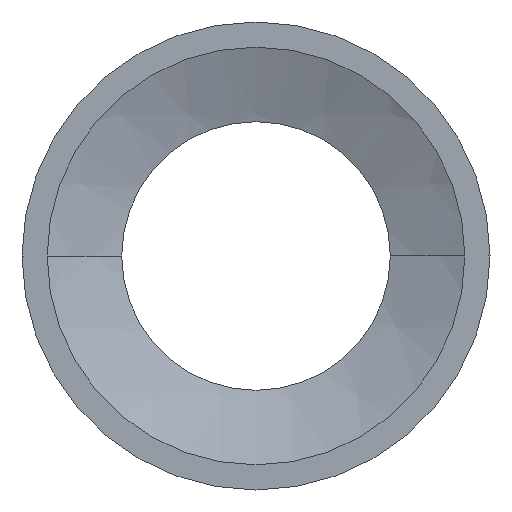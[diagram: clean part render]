
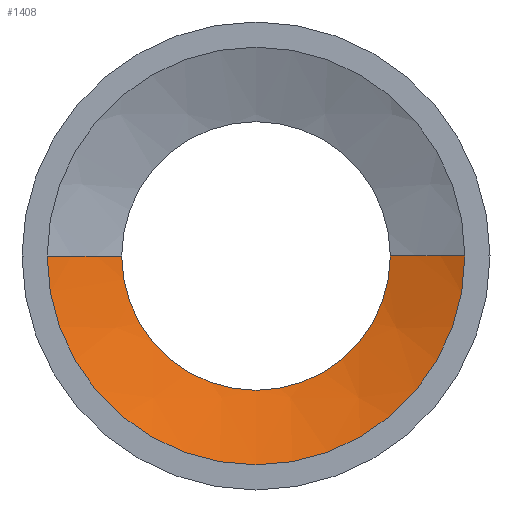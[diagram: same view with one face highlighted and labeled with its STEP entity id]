
A CAD part, front view. The second image highlights one B-rep face of the part: STEP entity #1408.
In plain terms, the highlighted spherical face has radius 40.12 mm.
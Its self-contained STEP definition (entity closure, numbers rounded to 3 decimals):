
#33 = DIRECTION ( 'NONE',  ( 0., 1., 0. ) ) ;
#60 = DIRECTION ( 'NONE',  ( 0., 0., 1. ) ) ;
#112 = CARTESIAN_POINT ( 'NONE',  ( 10.75, 224.499, 0. ) ) ;
#175 = VERTEX_POINT ( 'NONE', #725 ) ;
#217 = SPHERICAL_SURFACE ( 'NONE', #1122, 40.12 ) ;
#252 = CARTESIAN_POINT ( 'NONE',  ( 0., 185.846, 0. ) ) ;
#362 = CIRCLE ( 'NONE', #572, 40.12 ) ;
#370 = ORIENTED_EDGE ( 'NONE', *, *, #1640, .F. ) ;
#391 = CIRCLE ( 'NONE', #853, 10.75 ) ;
#392 = CIRCLE ( 'NONE', #1222, 16.718 ) ;
#455 = ORIENTED_EDGE ( 'NONE', *, *, #1865, .F. ) ;
#572 = AXIS2_PLACEMENT_3D ( 'NONE', #1112, #948, #1702 ) ;
#635 = AXIS2_PLACEMENT_3D ( 'NONE', #252, #951, #1468 ) ;
#655 = DIRECTION ( 'NONE',  ( -1., 0., 0. ) ) ;
#676 = CARTESIAN_POINT ( 'NONE',  ( 16.718, 222.317, 0. ) ) ;
#725 = CARTESIAN_POINT ( 'NONE',  ( -16.718, 222.317, 0. ) ) ;
#771 = FACE_OUTER_BOUND ( 'NONE', #1490, .T. ) ;
#853 = AXIS2_PLACEMENT_3D ( 'NONE', #1754, #1017, #1435 ) ;
#872 = VERTEX_POINT ( 'NONE', #676 ) ;
#876 = CARTESIAN_POINT ( 'NONE',  ( -10.75, 224.499, 0. ) ) ;
#948 = DIRECTION ( 'NONE',  ( 0., 0., -1. ) ) ;
#951 = DIRECTION ( 'NONE',  ( 0., 0., 1. ) ) ;
#993 = EDGE_CURVE ( 'NONE', #872, #1653, #1336, .T. ) ;
#996 = ORIENTED_EDGE ( 'NONE', *, *, #993, .T. ) ;
#1017 = DIRECTION ( 'NONE',  ( 0., 1., 0. ) ) ;
#1060 = VERTEX_POINT ( 'NONE', #876 ) ;
#1112 = CARTESIAN_POINT ( 'NONE',  ( 0., 185.846, 0. ) ) ;
#1122 = AXIS2_PLACEMENT_3D ( 'NONE', #1382, #60, #655 ) ;
#1222 = AXIS2_PLACEMENT_3D ( 'NONE', #1337, #33, #1473 ) ;
#1336 = CIRCLE ( 'NONE', #635, 40.12 ) ;
#1337 = CARTESIAN_POINT ( 'NONE',  ( 0., 222.317, 0. ) ) ;
#1382 = CARTESIAN_POINT ( 'NONE',  ( 0., 185.846, 0. ) ) ;
#1408 = ADVANCED_FACE ( 'NONE', ( #771 ), #217, .F. ) ;
#1435 = DIRECTION ( 'NONE',  ( -1., 0., 0. ) ) ;
#1468 = DIRECTION ( 'NONE',  ( 1., 0., 0. ) ) ;
#1473 = DIRECTION ( 'NONE',  ( 0., 0., 1. ) ) ;
#1490 = EDGE_LOOP ( 'NONE', ( #455, #996, #1511, #370 ) ) ;
#1511 = ORIENTED_EDGE ( 'NONE', *, *, #1699, .T. ) ;
#1640 = EDGE_CURVE ( 'NONE', #175, #1060, #362, .T. ) ;
#1653 = VERTEX_POINT ( 'NONE', #112 ) ;
#1699 = EDGE_CURVE ( 'NONE', #1653, #1060, #391, .T. ) ;
#1702 = DIRECTION ( 'NONE',  ( -1., 0., 0. ) ) ;
#1754 = CARTESIAN_POINT ( 'NONE',  ( 0., 224.499, 0. ) ) ;
#1865 = EDGE_CURVE ( 'NONE', #872, #175, #392, .T. ) ;
